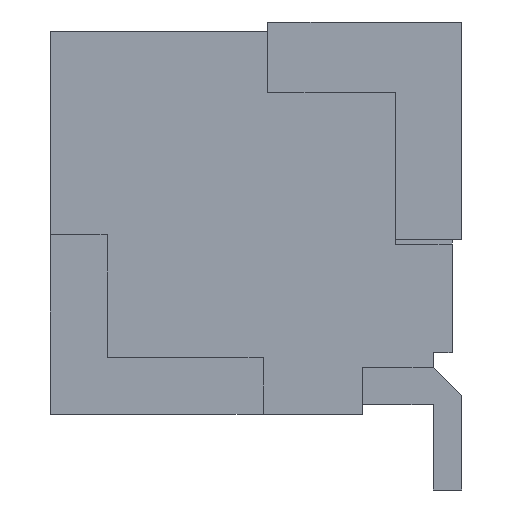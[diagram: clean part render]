
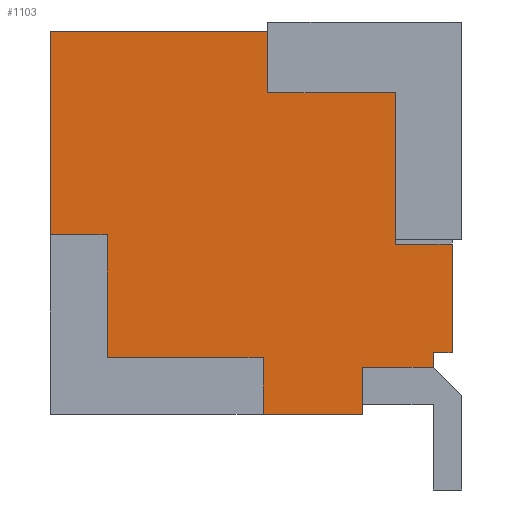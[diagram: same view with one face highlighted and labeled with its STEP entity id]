
A CAD part, left-side view. The second image highlights one B-rep face of the part: STEP entity #1103.
In plain terms, the highlighted planar face has unit normal (-1, 0, 0).
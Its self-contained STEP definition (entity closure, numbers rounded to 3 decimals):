
#49 = ORIENTED_EDGE ( 'NONE', *, *, #117, .F. ) ;
#55 = LINE ( 'NONE', #2868, #3961 ) ;
#60 = ORIENTED_EDGE ( 'NONE', *, *, #3700, .F. ) ;
#71 = VERTEX_POINT ( 'NONE', #3414 ) ;
#117 = EDGE_CURVE ( 'NONE', #206, #1984, #1606, .T. ) ;
#123 = ORIENTED_EDGE ( 'NONE', *, *, #1378, .T. ) ;
#125 = CARTESIAN_POINT ( 'NONE',  ( -8.25, 0.6, 3.4 ) ) ;
#158 = LINE ( 'NONE', #1321, #2069 ) ;
#159 = VERTEX_POINT ( 'NONE', #599 ) ;
#170 = ORIENTED_EDGE ( 'NONE', *, *, #1552, .F. ) ;
#206 = VERTEX_POINT ( 'NONE', #587 ) ;
#213 = CARTESIAN_POINT ( 'NONE',  ( -8.25, 0., 0.6 ) ) ;
#248 = CARTESIAN_POINT ( 'NONE',  ( -8.25, 3.65, 4.05 ) ) ;
#296 = LINE ( 'NONE', #213, #1399 ) ;
#317 = CARTESIAN_POINT ( 'NONE',  ( -8.25, 4.25, 1.9 ) ) ;
#337 = CARTESIAN_POINT ( 'NONE',  ( -8.25, 4.25, 1.9 ) ) ;
#423 = VERTEX_POINT ( 'NONE', #1699 ) ;
#430 = CARTESIAN_POINT ( 'NONE',  ( -8.25, 3.65, 0.6 ) ) ;
#464 = ORIENTED_EDGE ( 'NONE', *, *, #2123, .F. ) ;
#467 = EDGE_CURVE ( 'NONE', #4114, #206, #795, .T. ) ;
#472 = DIRECTION ( 'NONE',  ( 0., 0., -1. ) ) ;
#548 = LINE ( 'NONE', #2750, #2626 ) ;
#562 = DIRECTION ( 'NONE',  ( 0., 0., -1. ) ) ;
#587 = CARTESIAN_POINT ( 'NONE',  ( -8.25, 1.95, 3.4 ) ) ;
#599 = CARTESIAN_POINT ( 'NONE',  ( -8.25, 0.95, 0. ) ) ;
#623 = ORIENTED_EDGE ( 'NONE', *, *, #1880, .T. ) ;
#716 = DIRECTION ( 'NONE',  ( 0., -1., 0. ) ) ;
#748 = CARTESIAN_POINT ( 'NONE',  ( -8.25, 0.2, 0.65 ) ) ;
#795 = LINE ( 'NONE', #3976, #4084 ) ;
#863 = ORIENTED_EDGE ( 'NONE', *, *, #2165, .T. ) ;
#882 = DIRECTION ( 'NONE',  ( 0., 0., 1. ) ) ;
#887 = PLANE ( 'NONE',  #3428 ) ;
#973 = DIRECTION ( 'NONE',  ( 0., 1., 0. ) ) ;
#981 = DIRECTION ( 'NONE',  ( 0., -1., 0. ) ) ;
#1040 = CARTESIAN_POINT ( 'NONE',  ( -8.25, 3.65, 1.9 ) ) ;
#1103 = ADVANCED_FACE ( 'NONE', ( #1258 ), #887, .F. ) ;
#1169 = LINE ( 'NONE', #317, #3468 ) ;
#1181 = CARTESIAN_POINT ( 'NONE',  ( -8.25, 0., 4.05 ) ) ;
#1258 = FACE_OUTER_BOUND ( 'NONE', #3530, .T. ) ;
#1265 = VERTEX_POINT ( 'NONE', #2529 ) ;
#1278 = LINE ( 'NONE', #248, #1489 ) ;
#1321 = CARTESIAN_POINT ( 'NONE',  ( -8.25, 0.95, 0.5 ) ) ;
#1330 = VERTEX_POINT ( 'NONE', #2853 ) ;
#1378 = EDGE_CURVE ( 'NONE', #1265, #1503, #55, .T. ) ;
#1399 = VECTOR ( 'NONE', #3102, 1000. ) ;
#1419 = EDGE_CURVE ( 'NONE', #1596, #3866, #1169, .T. ) ;
#1467 = CARTESIAN_POINT ( 'NONE',  ( -8.25, 2., 4.05 ) ) ;
#1476 = VECTOR ( 'NONE', #716, 1000. ) ;
#1485 = DIRECTION ( 'NONE',  ( 0., 0., -1. ) ) ;
#1489 = VECTOR ( 'NONE', #882, 1000. ) ;
#1503 = VERTEX_POINT ( 'NONE', #3949 ) ;
#1537 = LINE ( 'NONE', #748, #3378 ) ;
#1552 = EDGE_CURVE ( 'NONE', #1330, #4051, #1963, .T. ) ;
#1559 = DIRECTION ( 'NONE',  ( 0., -1., 0. ) ) ;
#1587 = VECTOR ( 'NONE', #2215, 1000. ) ;
#1596 = VERTEX_POINT ( 'NONE', #1040 ) ;
#1606 = LINE ( 'NONE', #2469, #4135 ) ;
#1645 = EDGE_CURVE ( 'NONE', #2318, #4114, #2640, .T. ) ;
#1699 = CARTESIAN_POINT ( 'NONE',  ( -8.25, 2., 0. ) ) ;
#1703 = CARTESIAN_POINT ( 'NONE',  ( -8.25, 0., 4.05 ) ) ;
#1716 = DIRECTION ( 'NONE',  ( 0., -1., 0. ) ) ;
#1726 = VECTOR ( 'NONE', #2077, 1000. ) ;
#1789 = LINE ( 'NONE', #3485, #1587 ) ;
#1806 = CARTESIAN_POINT ( 'NONE',  ( -8.25, 0., 4.05 ) ) ;
#1817 = DIRECTION ( 'NONE',  ( 0., 0., 1. ) ) ;
#1830 = DIRECTION ( 'NONE',  ( 1., 0., 0. ) ) ;
#1880 = EDGE_CURVE ( 'NONE', #2318, #3866, #2122, .T. ) ;
#1884 = ORIENTED_EDGE ( 'NONE', *, *, #467, .F. ) ;
#1894 = VERTEX_POINT ( 'NONE', #3450 ) ;
#1925 = DIRECTION ( 'NONE',  ( 0., 0., 1. ) ) ;
#1963 = LINE ( 'NONE', #3574, #1476 ) ;
#1979 = CARTESIAN_POINT ( 'NONE',  ( -8.25, 0., 1.8 ) ) ;
#1984 = VERTEX_POINT ( 'NONE', #125 ) ;
#2036 = LINE ( 'NONE', #1467, #1726 ) ;
#2039 = ORIENTED_EDGE ( 'NONE', *, *, #4131, .F. ) ;
#2062 = ORIENTED_EDGE ( 'NONE', *, *, #1419, .F. ) ;
#2069 = VECTOR ( 'NONE', #981, 1000. ) ;
#2077 = DIRECTION ( 'NONE',  ( 0., 0., 1. ) ) ;
#2122 = LINE ( 'NONE', #2458, #3371 ) ;
#2123 = EDGE_CURVE ( 'NONE', #1894, #3459, #296, .T. ) ;
#2146 = ORIENTED_EDGE ( 'NONE', *, *, #1645, .F. ) ;
#2165 = EDGE_CURVE ( 'NONE', #159, #2607, #548, .T. ) ;
#2215 = DIRECTION ( 'NONE',  ( 0., 1., 0. ) ) ;
#2248 = ORIENTED_EDGE ( 'NONE', *, *, #3089, .T. ) ;
#2318 = VERTEX_POINT ( 'NONE', #2659 ) ;
#2458 = CARTESIAN_POINT ( 'NONE',  ( -8.25, 4.25, 4.05 ) ) ;
#2469 = CARTESIAN_POINT ( 'NONE',  ( -8.25, 0., 3.4 ) ) ;
#2493 = ORIENTED_EDGE ( 'NONE', *, *, #3250, .F. ) ;
#2529 = CARTESIAN_POINT ( 'NONE',  ( -8.25, 0.2, 0.5 ) ) ;
#2607 = VERTEX_POINT ( 'NONE', #3657 ) ;
#2626 = VECTOR ( 'NONE', #3086, 1000. ) ;
#2640 = LINE ( 'NONE', #1703, #3610 ) ;
#2659 = CARTESIAN_POINT ( 'NONE',  ( -8.25, 4.25, 4.05 ) ) ;
#2675 = DIRECTION ( 'NONE',  ( 0., 0., -1. ) ) ;
#2750 = CARTESIAN_POINT ( 'NONE',  ( -8.25, 0.95, 0. ) ) ;
#2810 = ORIENTED_EDGE ( 'NONE', *, *, #3572, .F. ) ;
#2823 = LINE ( 'NONE', #1181, #2870 ) ;
#2853 = CARTESIAN_POINT ( 'NONE',  ( -8.25, 0.6, 1.8 ) ) ;
#2868 = CARTESIAN_POINT ( 'NONE',  ( -8.25, 0.2, 0.5 ) ) ;
#2870 = VECTOR ( 'NONE', #1817, 1000. ) ;
#3086 = DIRECTION ( 'NONE',  ( 0., 0., 1. ) ) ;
#3089 = EDGE_CURVE ( 'NONE', #71, #4051, #2823, .T. ) ;
#3102 = DIRECTION ( 'NONE',  ( 0., 1., 0. ) ) ;
#3109 = VECTOR ( 'NONE', #2675, 1000. ) ;
#3161 = LINE ( 'NONE', #3988, #3109 ) ;
#3250 = EDGE_CURVE ( 'NONE', #159, #423, #1789, .T. ) ;
#3371 = VECTOR ( 'NONE', #562, 1000. ) ;
#3378 = VECTOR ( 'NONE', #1716, 1000. ) ;
#3414 = CARTESIAN_POINT ( 'NONE',  ( -8.25, 0., 0.65 ) ) ;
#3428 = AXIS2_PLACEMENT_3D ( 'NONE', #1806, #1830, #1485 ) ;
#3450 = CARTESIAN_POINT ( 'NONE',  ( -8.25, 2., 0.6 ) ) ;
#3459 = VERTEX_POINT ( 'NONE', #430 ) ;
#3467 = ORIENTED_EDGE ( 'NONE', *, *, #4108, .T. ) ;
#3468 = VECTOR ( 'NONE', #973, 1000. ) ;
#3485 = CARTESIAN_POINT ( 'NONE',  ( -8.25, 0., 0. ) ) ;
#3495 = EDGE_CURVE ( 'NONE', #1503, #71, #1537, .T. ) ;
#3530 = EDGE_LOOP ( 'NONE', ( #60, #464, #2810, #2493, #863, #3467, #123, #3561, #2248, #170, #2039, #49, #1884, #2146, #623, #2062 ) ) ;
#3561 = ORIENTED_EDGE ( 'NONE', *, *, #3495, .T. ) ;
#3572 = EDGE_CURVE ( 'NONE', #423, #1894, #2036, .T. ) ;
#3574 = CARTESIAN_POINT ( 'NONE',  ( -8.25, 0., 1.8 ) ) ;
#3610 = VECTOR ( 'NONE', #3716, 1000. ) ;
#3657 = CARTESIAN_POINT ( 'NONE',  ( -8.25, 0.95, 0.5 ) ) ;
#3700 = EDGE_CURVE ( 'NONE', #3459, #1596, #1278, .T. ) ;
#3716 = DIRECTION ( 'NONE',  ( 0., -1., 0. ) ) ;
#3866 = VERTEX_POINT ( 'NONE', #337 ) ;
#3868 = CARTESIAN_POINT ( 'NONE',  ( -8.25, 1.95, 4.05 ) ) ;
#3949 = CARTESIAN_POINT ( 'NONE',  ( -8.25, 0.2, 0.65 ) ) ;
#3961 = VECTOR ( 'NONE', #1925, 1000. ) ;
#3976 = CARTESIAN_POINT ( 'NONE',  ( -8.25, 1.95, 4.05 ) ) ;
#3988 = CARTESIAN_POINT ( 'NONE',  ( -8.25, 0.6, 4.05 ) ) ;
#4051 = VERTEX_POINT ( 'NONE', #1979 ) ;
#4084 = VECTOR ( 'NONE', #472, 1000. ) ;
#4108 = EDGE_CURVE ( 'NONE', #2607, #1265, #158, .T. ) ;
#4114 = VERTEX_POINT ( 'NONE', #3868 ) ;
#4131 = EDGE_CURVE ( 'NONE', #1984, #1330, #3161, .T. ) ;
#4135 = VECTOR ( 'NONE', #1559, 1000. ) ;
